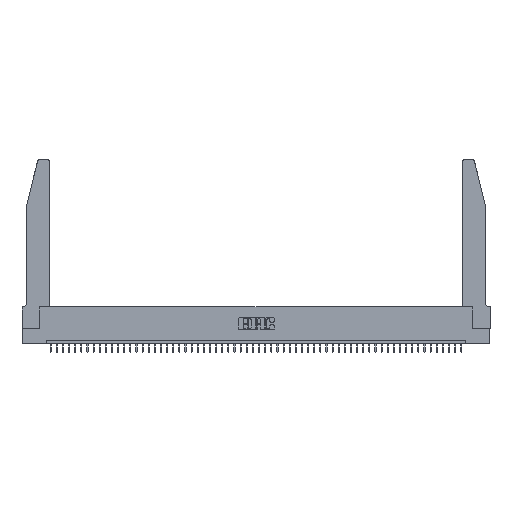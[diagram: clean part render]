
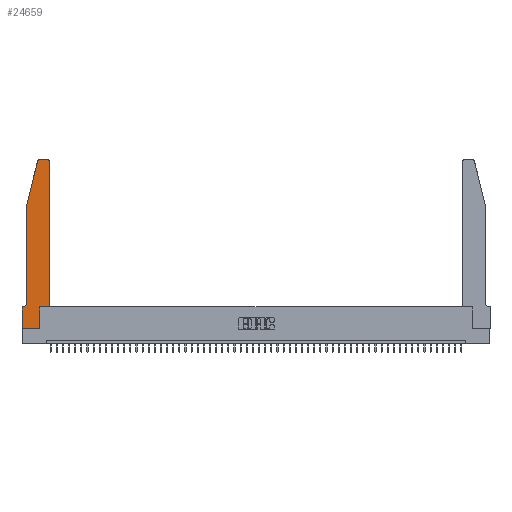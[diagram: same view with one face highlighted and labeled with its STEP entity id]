
A CAD part, top view. The second image highlights one B-rep face of the part: STEP entity #24659.
In plain terms, the highlighted planar face has unit normal (0, 0, 1).
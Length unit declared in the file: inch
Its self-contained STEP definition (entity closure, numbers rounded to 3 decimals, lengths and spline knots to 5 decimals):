
#185 = LINE ( 'NONE', #49071, #41043 ) ;
#1784 = VERTEX_POINT ( 'NONE', #52042 ) ;
#2286 = CARTESIAN_POINT ( 'NONE',  ( 0., 0.35, 0.37 ) ) ;
#3386 = CARTESIAN_POINT ( 'NONE',  ( 0.0755, 2., 0.37 ) ) ;
#3863 = ORIENTED_EDGE ( 'NONE', *, *, #19849, .T. ) ;
#4719 = LINE ( 'NONE', #45644, #27509 ) ;
#5205 = CARTESIAN_POINT ( 'NONE',  ( 0.2865, 0., 0.37 ) ) ;
#5959 = VECTOR ( 'NONE', #33016, 39.37008 ) ;
#6391 = DIRECTION ( 'NONE',  ( 1., 0., 0. ) ) ;
#6885 = CARTESIAN_POINT ( 'NONE',  ( 0.0755, 2., 0.37 ) ) ;
#7117 = EDGE_CURVE ( 'NONE', #41190, #29038, #11439, .T. ) ;
#7234 = EDGE_CURVE ( 'NONE', #31765, #46182, #34010, .T. ) ;
#7830 = DIRECTION ( 'NONE',  ( 0., -1., 0. ) ) ;
#7939 = ORIENTED_EDGE ( 'NONE', *, *, #35710, .T. ) ;
#8560 = CARTESIAN_POINT ( 'NONE',  ( 0.0755, 2., 0.37 ) ) ;
#8991 = EDGE_CURVE ( 'NONE', #43293, #31765, #40003, .T. ) ;
#9157 = CIRCLE ( 'NONE', #24425, 0.03 ) ;
#9318 = EDGE_CURVE ( 'NONE', #51860, #43293, #33547, .T. ) ;
#10049 = VECTOR ( 'NONE', #19414, 39.37008 ) ;
#11439 = LINE ( 'NONE', #12473, #10049 ) ;
#11801 = CARTESIAN_POINT ( 'NONE',  ( 0.2865, 0.35, 0.37 ) ) ;
#12473 = CARTESIAN_POINT ( 'NONE',  ( 0.4505, 0.35, 0.37 ) ) ;
#12686 = DIRECTION ( 'NONE',  ( 1., 0., 0. ) ) ;
#13690 = DIRECTION ( 'NONE',  ( 0., 0., -1. ) ) ;
#14553 = CARTESIAN_POINT ( 'NONE',  ( 0., 0., 0.37 ) ) ;
#14755 = ORIENTED_EDGE ( 'NONE', *, *, #8991, .T. ) ;
#16048 = EDGE_CURVE ( 'NONE', #43989, #26706, #51254, .T. ) ;
#16315 = VERTEX_POINT ( 'NONE', #17991 ) ;
#16795 = VECTOR ( 'NONE', #23609, 39.37008 ) ;
#17199 = CARTESIAN_POINT ( 'NONE',  ( 0.284, 2.72, 0.37 ) ) ;
#17568 = ORIENTED_EDGE ( 'NONE', *, *, #44503, .T. ) ;
#17991 = CARTESIAN_POINT ( 'NONE',  ( 0.0755, 0.42, 0.37 ) ) ;
#18738 = CARTESIAN_POINT ( 'NONE',  ( 0.4505, 2.72, 0.37 ) ) ;
#19372 = DIRECTION ( 'NONE',  ( 1., 0., 0. ) ) ;
#19414 = DIRECTION ( 'NONE',  ( 0., 1., 0. ) ) ;
#19442 = ORIENTED_EDGE ( 'NONE', *, *, #9318, .T. ) ;
#19849 = EDGE_CURVE ( 'NONE', #29038, #1784, #34251, .T. ) ;
#19929 = DIRECTION ( 'NONE',  ( 0., 1., 0. ) ) ;
#20075 = EDGE_CURVE ( 'NONE', #1784, #41782, #185, .T. ) ;
#20104 = VECTOR ( 'NONE', #19372, 39.37008 ) ;
#20349 = VECTOR ( 'NONE', #31987, 39.37008 ) ;
#20716 = DIRECTION ( 'NONE',  ( 1., 0., 0. ) ) ;
#22209 = DIRECTION ( 'NONE',  ( 1., 0., 0. ) ) ;
#23103 = VERTEX_POINT ( 'NONE', #11801 ) ;
#23196 = CARTESIAN_POINT ( 'NONE',  ( 0.25487, 2.72718, 0.37 ) ) ;
#23609 = DIRECTION ( 'NONE',  ( -0.239, -0.971, 0. ) ) ;
#23871 = CARTESIAN_POINT ( 'NONE',  ( 0.4505, 0.35, 0.37 ) ) ;
#23961 = CARTESIAN_POINT ( 'NONE',  ( 0.4505, 0.35, 0.37 ) ) ;
#24240 = LINE ( 'NONE', #8560, #20349 ) ;
#24425 = AXIS2_PLACEMENT_3D ( 'NONE', #17199, #32905, #12686 ) ;
#24659 = ADVANCED_FACE ( 'NONE', ( #38971 ), #26763, .T. ) ;
#25267 = EDGE_CURVE ( 'NONE', #16315, #51860, #50618, .T. ) ;
#25682 = CARTESIAN_POINT ( 'NONE',  ( 0.0055, 0.42, 0.37 ) ) ;
#26362 = EDGE_CURVE ( 'NONE', #23103, #41190, #44081, .T. ) ;
#26706 = VERTEX_POINT ( 'NONE', #3386 ) ;
#26763 = PLANE ( 'NONE',  #28521 ) ;
#27285 = ORIENTED_EDGE ( 'NONE', *, *, #7234, .T. ) ;
#27509 = VECTOR ( 'NONE', #19929, 39.37008 ) ;
#27905 = ORIENTED_EDGE ( 'NONE', *, *, #16048, .T. ) ;
#28521 = AXIS2_PLACEMENT_3D ( 'NONE', #2286, #29976, #22209 ) ;
#28770 = CARTESIAN_POINT ( 'NONE',  ( 0.0755, 0.35, 0.37 ) ) ;
#29038 = VERTEX_POINT ( 'NONE', #18738 ) ;
#29404 = DIRECTION ( 'NONE',  ( -1., 0., 0. ) ) ;
#29495 = CARTESIAN_POINT ( 'NONE',  ( 0.284, 2.75, 0.37 ) ) ;
#29976 = DIRECTION ( 'NONE',  ( 0., 0., 1. ) ) ;
#31125 = DIRECTION ( 'NONE',  ( 0., 0., 1. ) ) ;
#31765 = VERTEX_POINT ( 'NONE', #14553 ) ;
#31987 = DIRECTION ( 'NONE',  ( 0., -1., 0. ) ) ;
#32905 = DIRECTION ( 'NONE',  ( 0., 0., 1. ) ) ;
#33016 = DIRECTION ( 'NONE',  ( -1., 0., 0. ) ) ;
#33547 = LINE ( 'NONE', #28770, #5959 ) ;
#33919 = ORIENTED_EDGE ( 'NONE', *, *, #40268, .T. ) ;
#34010 = LINE ( 'NONE', #40939, #49073 ) ;
#34251 = CIRCLE ( 'NONE', #39356, 0.03 ) ;
#34268 = EDGE_LOOP ( 'NONE', ( #47351, #7939, #27905, #33919, #37735, #19442, #14755, #27285, #17568, #40117, #37917, #3863 ) ) ;
#34689 = CARTESIAN_POINT ( 'NONE',  ( 0.0055, 0.35, 0.37 ) ) ;
#35710 = EDGE_CURVE ( 'NONE', #41782, #43989, #9157, .T. ) ;
#35989 = CARTESIAN_POINT ( 'NONE',  ( 0., 0., 0.37 ) ) ;
#37428 = CARTESIAN_POINT ( 'NONE',  ( 0., 0.35, 0.37 ) ) ;
#37735 = ORIENTED_EDGE ( 'NONE', *, *, #25267, .T. ) ;
#37917 = ORIENTED_EDGE ( 'NONE', *, *, #7117, .T. ) ;
#38971 = FACE_OUTER_BOUND ( 'NONE', #34268, .T. ) ;
#39356 = AXIS2_PLACEMENT_3D ( 'NONE', #39372, #31125, #6391 ) ;
#39372 = CARTESIAN_POINT ( 'NONE',  ( 0.4205, 2.72, 0.37 ) ) ;
#40003 = LINE ( 'NONE', #35989, #48350 ) ;
#40117 = ORIENTED_EDGE ( 'NONE', *, *, #26362, .T. ) ;
#40268 = EDGE_CURVE ( 'NONE', #26706, #16315, #24240, .T. ) ;
#40862 = DIRECTION ( 'NONE',  ( -1., 0., 0. ) ) ;
#40939 = CARTESIAN_POINT ( 'NONE',  ( 0., 0., 0.37 ) ) ;
#41043 = VECTOR ( 'NONE', #40862, 39.37008 ) ;
#41190 = VERTEX_POINT ( 'NONE', #23961 ) ;
#41782 = VERTEX_POINT ( 'NONE', #29495 ) ;
#42171 = AXIS2_PLACEMENT_3D ( 'NONE', #25682, #13690, #29404 ) ;
#43293 = VERTEX_POINT ( 'NONE', #37428 ) ;
#43989 = VERTEX_POINT ( 'NONE', #23196 ) ;
#44081 = LINE ( 'NONE', #23871, #20104 ) ;
#44503 = EDGE_CURVE ( 'NONE', #46182, #23103, #4719, .T. ) ;
#45644 = CARTESIAN_POINT ( 'NONE',  ( 0.2865, 0.35, 0.37 ) ) ;
#46182 = VERTEX_POINT ( 'NONE', #5205 ) ;
#47351 = ORIENTED_EDGE ( 'NONE', *, *, #20075, .T. ) ;
#48350 = VECTOR ( 'NONE', #7830, 39.37008 ) ;
#49071 = CARTESIAN_POINT ( 'NONE',  ( 0.2605, 2.75, 0.37 ) ) ;
#49073 = VECTOR ( 'NONE', #20716, 39.37008 ) ;
#50618 = CIRCLE ( 'NONE', #42171, 0.07 ) ;
#51254 = LINE ( 'NONE', #6885, #16795 ) ;
#51860 = VERTEX_POINT ( 'NONE', #34689 ) ;
#52042 = CARTESIAN_POINT ( 'NONE',  ( 0.4205, 2.75, 0.37 ) ) ;
